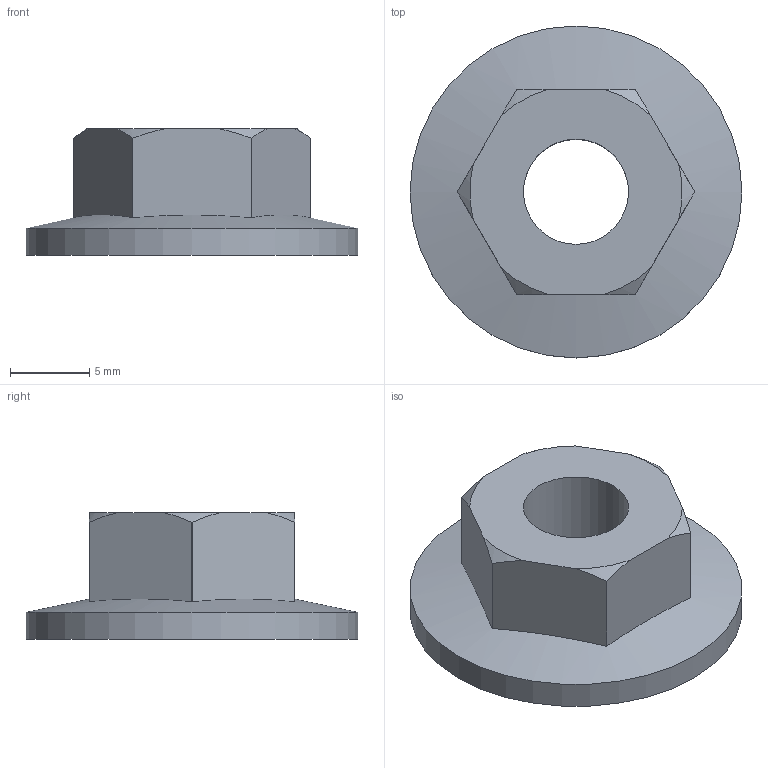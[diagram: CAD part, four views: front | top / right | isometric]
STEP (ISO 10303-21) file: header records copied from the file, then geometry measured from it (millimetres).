
FILE_DESCRIPTION(/* description */ ('STEP AP214'),/* implementation_level */ '2;1');
FILE_NAME(/* name */ '340ME154',/* time_stamp */ '2022-09-01T16:31:23+02:00',/* author */ ('License CC BY-ND 4.0'),/* organization */ ('CADENAS'),/* preprocessor_version */ 'ST-DEVELOPER v18.102',/* originating_system */ 'PARTsolutions',/* authorisation */ ' ');
FILE_SCHEMA (('AUTOMOTIVE_DESIGN {1 0 10303 214 3 1 1}'));
Length unit declared in the file: millimetre
Products named in the file (1): 340ME154
Bounding box: 21 x 21 x 8 mm (x, y, z)
Volume: 1311.1 mm3; surface area: 1151.2 mm2
Topology: 1 solids, 1 shells, 23 faces, 62 edges, 41 vertices
Faces by surface type: cylinder 8, plane 8, cone 6, sphere 1
Full cylindrical faces by diameter (mm): 6.647 x1, 21 x1
Entity records: 913 total; most frequent: CARTESIAN_POINT 158, DIRECTION 122, ORIENTED_EDGE 116, EDGE_CURVE 58, AXIS2_PLACEMENT_3D 52, VERTEX_POINT 40, CIRCLE 28, EDGE_LOOP 28
